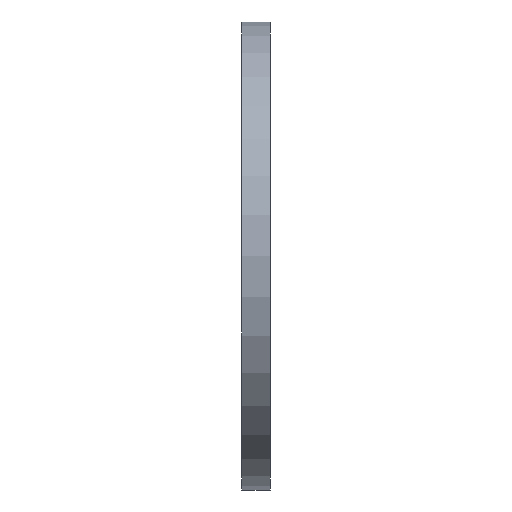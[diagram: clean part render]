
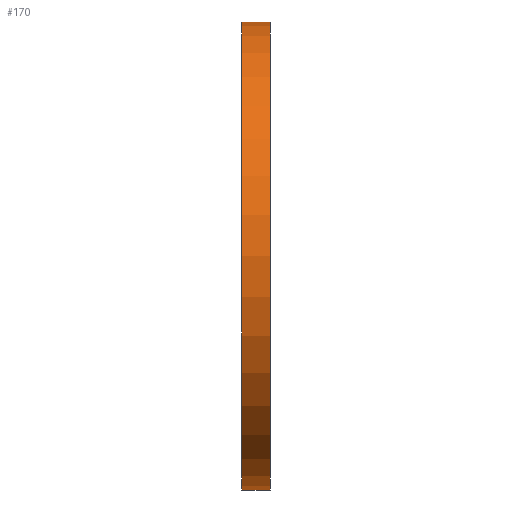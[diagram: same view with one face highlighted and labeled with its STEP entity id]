
A CAD part, left-side view. The second image highlights one B-rep face of the part: STEP entity #170.
In plain terms, the highlighted cylindrical face has radius 50 mm (diameter 100 mm), a partial arc.
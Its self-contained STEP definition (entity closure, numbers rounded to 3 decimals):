
#170 = ADVANCED_FACE ( 'NONE', ( #9989 ), #13504, .T. ) ;
#331 = ORIENTED_EDGE ( 'NONE', *, *, #13070, .F. ) ;
#808 = VERTEX_POINT ( 'NONE', #5379 ) ;
#920 = LINE ( 'NONE', #9501, #4434 ) ;
#1127 = AXIS2_PLACEMENT_3D ( 'NONE', #14330, #9862, #5468 ) ;
#1375 = CIRCLE ( 'NONE', #9419, 50. ) ;
#1381 = VERTEX_POINT ( 'NONE', #9249 ) ;
#1626 = DIRECTION ( 'NONE',  ( 0., -1., 0. ) ) ;
#1995 = EDGE_CURVE ( 'NONE', #11721, #10107, #920, .T. ) ;
#2266 = AXIS2_PLACEMENT_3D ( 'NONE', #2836, #1626, #12852 ) ;
#2562 = DIRECTION ( 'NONE',  ( 0., -1., 0. ) ) ;
#2836 = CARTESIAN_POINT ( 'NONE',  ( 0., 6., 0. ) ) ;
#3239 = DIRECTION ( 'NONE',  ( 0., 1., 0. ) ) ;
#3385 = ORIENTED_EDGE ( 'NONE', *, *, #12457, .T. ) ;
#4144 = CARTESIAN_POINT ( 'NONE',  ( 0., 6., 50. ) ) ;
#4434 = VECTOR ( 'NONE', #6257, 1000. ) ;
#5379 = CARTESIAN_POINT ( 'NONE',  ( 0., 0., -50. ) ) ;
#5468 = DIRECTION ( 'NONE',  ( 0., 0., 1. ) ) ;
#6245 = CARTESIAN_POINT ( 'NONE',  ( 0., 0., 50. ) ) ;
#6257 = DIRECTION ( 'NONE',  ( 0., -1., 0. ) ) ;
#7181 = CARTESIAN_POINT ( 'NONE',  ( 0., 6., -50. ) ) ;
#7685 = EDGE_LOOP ( 'NONE', ( #9082, #331, #14178, #3385 ) ) ;
#7715 = DIRECTION ( 'NONE',  ( 0., 0., 1. ) ) ;
#9082 = ORIENTED_EDGE ( 'NONE', *, *, #1995, .F. ) ;
#9249 = CARTESIAN_POINT ( 'NONE',  ( 0., 6., -50. ) ) ;
#9419 = AXIS2_PLACEMENT_3D ( 'NONE', #12079, #3239, #7715 ) ;
#9501 = CARTESIAN_POINT ( 'NONE',  ( 0., 6., 50. ) ) ;
#9681 = VECTOR ( 'NONE', #2562, 1000. ) ;
#9862 = DIRECTION ( 'NONE',  ( 0., 1., 0. ) ) ;
#9989 = FACE_OUTER_BOUND ( 'NONE', #7685, .T. ) ;
#10107 = VERTEX_POINT ( 'NONE', #6245 ) ;
#11721 = VERTEX_POINT ( 'NONE', #4144 ) ;
#11960 = CIRCLE ( 'NONE', #1127, 50. ) ;
#12079 = CARTESIAN_POINT ( 'NONE',  ( 0., 0., 0. ) ) ;
#12457 = EDGE_CURVE ( 'NONE', #808, #10107, #1375, .T. ) ;
#12822 = LINE ( 'NONE', #7181, #9681 ) ;
#12852 = DIRECTION ( 'NONE',  ( 0., 0., -1. ) ) ;
#13070 = EDGE_CURVE ( 'NONE', #1381, #11721, #11960, .T. ) ;
#13504 = CYLINDRICAL_SURFACE ( 'NONE', #2266, 50. ) ;
#13666 = EDGE_CURVE ( 'NONE', #1381, #808, #12822, .T. ) ;
#14178 = ORIENTED_EDGE ( 'NONE', *, *, #13666, .T. ) ;
#14330 = CARTESIAN_POINT ( 'NONE',  ( 0., 6., 0. ) ) ;
